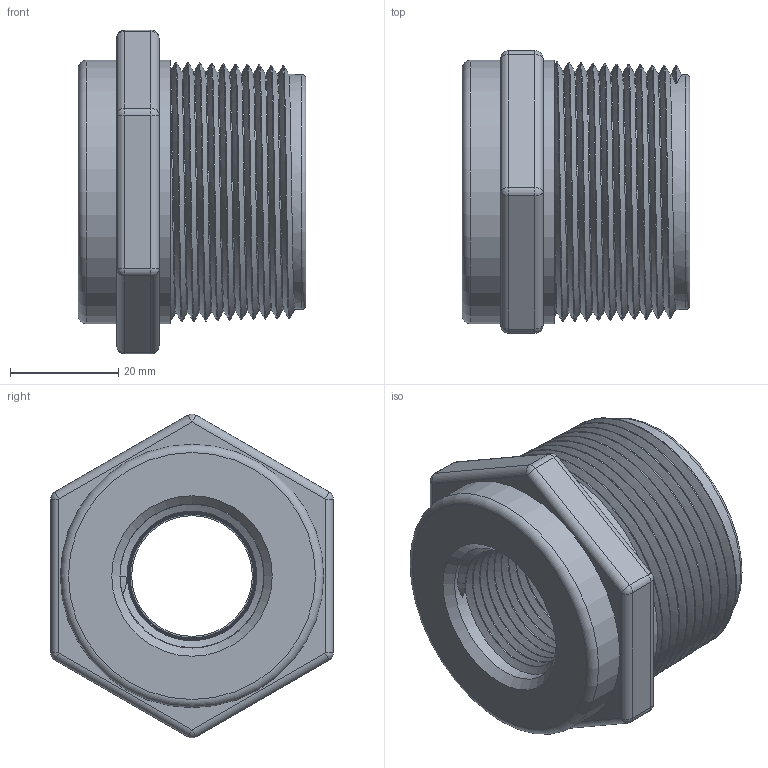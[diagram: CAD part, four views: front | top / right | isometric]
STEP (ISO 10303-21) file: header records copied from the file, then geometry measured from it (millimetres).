
FILE_DESCRIPTION(/* description */ ('1 1/2" MNPT X 3/4" FNPT REDUCER BUSHING'),/* implementation_level */ '2;1');
FILE_NAME(/* name */ 'RB150-075.stp',/* time_stamp */ '2013-11-06T14:39:32-05:00',/* author */ ('DTruax'),/* organization */ (''),/* preprocessor_version */ 'ST-DEVELOPER v15.2',/* originating_system */ 'Autodesk Inventor 2014',/* authorisation */ '');
FILE_SCHEMA (('AUTOMOTIVE_DESIGN { 1 0 10303 214 3 1 1 }'));
Length unit declared in the file: inch
Products named in the file (1): RB150-075
Bounding box: 42.16 x 52.32 x 59.95 mm (x, y, z)
Volume: 54671.1 mm3; surface area: 16647.3 mm2
Topology: 1 solids, 1 shells, 83 faces, 184 edges, 107 vertices
Faces by surface type: cone 29, cylinder 22, plane 12, sphere 12, bspline 6, torus 2
Full cylindrical faces by diameter (mm): 48.768 x2
Entity records: 6484 total; most frequent: CARTESIAN_POINT 5240, DIRECTION 262, ORIENTED_EDGE 230, EDGE_CURVE 115, AXIS2_PLACEMENT_3D 110, EDGE_LOOP 76, VERTEX_POINT 67, ADVANCED_FACE 62
